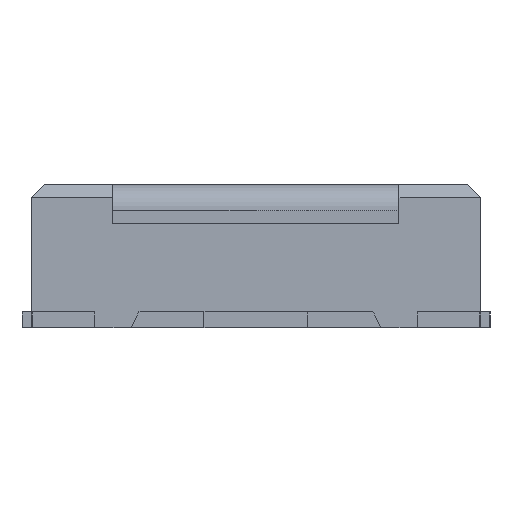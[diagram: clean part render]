
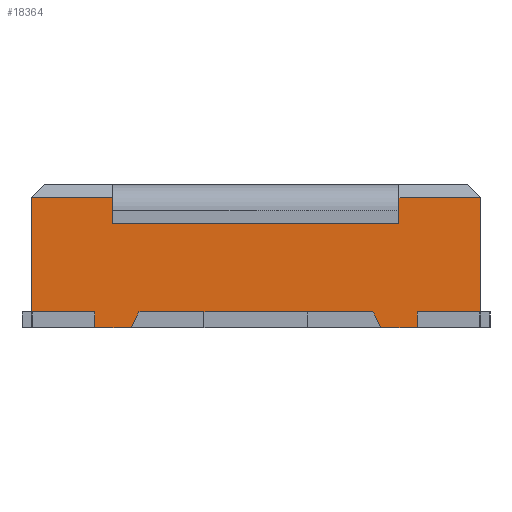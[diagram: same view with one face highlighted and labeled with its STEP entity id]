
A CAD part, left-side view. The second image highlights one B-rep face of the part: STEP entity #18364.
In plain terms, the highlighted planar face has unit normal (-1, 0, 0).
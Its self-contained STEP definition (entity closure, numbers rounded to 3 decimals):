
#262=DIRECTION('',(0.,-1.,0.));
#263=VECTOR('',#262,0.14);
#264=CARTESIAN_POINT('',(-6.705,0.62,0.));
#265=LINE('',#264,#263);
#266=DIRECTION('',(0.,-1.,0.));
#267=VECTOR('',#266,0.14);
#268=CARTESIAN_POINT('',(-6.705,-0.48,0.));
#269=LINE('',#268,#267);
#4554=DIRECTION('',(0.,0.,-1.));
#4555=VECTOR('',#4554,0.44);
#4556=CARTESIAN_POINT('',(-6.705,-0.865,0.5));
#4557=LINE('',#4556,#4555);
#4558=DIRECTION('',(0.,1.,0.));
#4559=VECTOR('',#4558,0.245);
#4560=CARTESIAN_POINT('',(-6.705,-0.865,0.06));
#4561=LINE('',#4560,#4559);
#4562=DIRECTION('',(0.,0.447,0.894));
#4563=VECTOR('',#4562,0.067);
#4564=CARTESIAN_POINT('',(-6.705,-0.48,0.));
#4565=LINE('',#4564,#4563);
#4566=DIRECTION('',(0.,1.,0.));
#4567=VECTOR('',#4566,0.25);
#4568=CARTESIAN_POINT('',(-6.705,-0.45,0.06));
#4569=LINE('',#4568,#4567);
#4570=DIRECTION('',(0.,1.,0.));
#4571=VECTOR('',#4570,0.25);
#4572=CARTESIAN_POINT('',(-6.705,0.2,0.06));
#4573=LINE('',#4572,#4571);
#4574=DIRECTION('',(0.,0.447,-0.894));
#4575=VECTOR('',#4574,0.067);
#4576=CARTESIAN_POINT('',(-6.705,0.45,0.06));
#4577=LINE('',#4576,#4575);
#4578=DIRECTION('',(0.,0.,1.));
#4579=VECTOR('',#4578,0.06);
#4580=CARTESIAN_POINT('',(-6.705,0.62,0.));
#4581=LINE('',#4580,#4579);
#4582=DIRECTION('',(0.,0.,1.));
#4583=VECTOR('',#4582,0.44);
#4584=CARTESIAN_POINT('',(-6.705,0.865,0.06));
#4585=LINE('',#4584,#4583);
#4586=DIRECTION('',(0.,-1.,0.));
#4587=VECTOR('',#4586,0.315);
#4588=CARTESIAN_POINT('',(-6.705,0.865,0.5));
#4589=LINE('',#4588,#4587);
#4590=DIRECTION('',(0.,0.,-1.));
#4591=VECTOR('',#4590,0.1);
#4592=CARTESIAN_POINT('',(-6.705,0.55,0.5));
#4593=LINE('',#4592,#4591);
#4594=DIRECTION('',(0.,-1.,0.));
#4595=VECTOR('',#4594,1.1);
#4596=CARTESIAN_POINT('',(-6.705,0.55,0.4));
#4597=LINE('',#4596,#4595);
#4598=DIRECTION('',(0.,0.,1.));
#4599=VECTOR('',#4598,0.1);
#4600=CARTESIAN_POINT('',(-6.705,-0.55,0.4));
#4601=LINE('',#4600,#4599);
#4602=DIRECTION('',(0.,-1.,0.));
#4603=VECTOR('',#4602,0.315);
#4604=CARTESIAN_POINT('',(-6.705,-0.55,0.5));
#4605=LINE('',#4604,#4603);
#4627=DIRECTION('',(0.,0.,1.));
#4628=VECTOR('',#4627,0.06);
#4629=CARTESIAN_POINT('',(-6.705,-0.62,0.));
#4630=LINE('',#4629,#4628);
#4688=DIRECTION('',(0.,-1.,0.));
#4689=VECTOR('',#4688,0.4);
#4690=CARTESIAN_POINT('',(-6.705,0.2,0.06));
#4691=LINE('',#4690,#4689);
#4749=DIRECTION('',(0.,-1.,0.));
#4750=VECTOR('',#4749,0.245);
#4751=CARTESIAN_POINT('',(-6.705,0.865,0.06));
#4752=LINE('',#4751,#4750);
#10638=CARTESIAN_POINT('',(-6.705,-0.865,0.06));
#10639=VERTEX_POINT('',#10638);
#10640=CARTESIAN_POINT('',(-6.705,-0.865,0.5));
#10641=VERTEX_POINT('',#10640);
#10678=CARTESIAN_POINT('',(-6.705,0.62,0.));
#10679=VERTEX_POINT('',#10678);
#10680=CARTESIAN_POINT('',(-6.705,0.48,0.));
#10681=VERTEX_POINT('',#10680);
#10686=CARTESIAN_POINT('',(-6.705,-0.48,0.));
#10687=VERTEX_POINT('',#10686);
#10688=CARTESIAN_POINT('',(-6.705,-0.62,0.));
#10689=VERTEX_POINT('',#10688);
#10714=CARTESIAN_POINT('',(-6.705,0.865,0.5));
#10715=VERTEX_POINT('',#10714);
#10716=CARTESIAN_POINT('',(-6.705,0.865,0.06));
#10717=VERTEX_POINT('',#10716);
#10833=CARTESIAN_POINT('',(-6.705,-0.55,0.5));
#10835=VERTEX_POINT('',#10833);
#10836=CARTESIAN_POINT('',(-6.705,-0.55,0.4));
#10837=VERTEX_POINT('',#10836);
#10844=CARTESIAN_POINT('',(-6.705,-0.62,0.06));
#10845=VERTEX_POINT('',#10844);
#10846=CARTESIAN_POINT('',(-6.705,-0.45,0.06));
#10847=VERTEX_POINT('',#10846);
#10848=CARTESIAN_POINT('',(-6.705,-0.2,0.06));
#10849=VERTEX_POINT('',#10848);
#10850=CARTESIAN_POINT('',(-6.705,0.2,0.06));
#10851=VERTEX_POINT('',#10850);
#10852=CARTESIAN_POINT('',(-6.705,0.45,0.06));
#10853=VERTEX_POINT('',#10852);
#10854=CARTESIAN_POINT('',(-6.705,0.62,0.06));
#10855=VERTEX_POINT('',#10854);
#10856=CARTESIAN_POINT('',(-6.705,0.55,0.5));
#10857=VERTEX_POINT('',#10856);
#10858=CARTESIAN_POINT('',(-6.705,0.55,0.4));
#10859=VERTEX_POINT('',#10858);
#18327=CARTESIAN_POINT('',(-6.705,0.,0.));
#18328=DIRECTION('',(-1.,0.,0.));
#18329=DIRECTION('',(0.,-1.,0.));
#18330=AXIS2_PLACEMENT_3D('',#18327,#18328,#18329);
#18331=PLANE('',#18330);
#18332=ORIENTED_EDGE('',*,*,#13079,.T.);
#18334=ORIENTED_EDGE('',*,*,#18333,.T.);
#18336=ORIENTED_EDGE('',*,*,#18335,.F.);
#18337=ORIENTED_EDGE('',*,*,#12940,.F.);
#18339=ORIENTED_EDGE('',*,*,#18338,.T.);
#18341=ORIENTED_EDGE('',*,*,#18340,.T.);
#18343=ORIENTED_EDGE('',*,*,#18342,.F.);
#18345=ORIENTED_EDGE('',*,*,#18344,.T.);
#18347=ORIENTED_EDGE('',*,*,#18346,.T.);
#18348=ORIENTED_EDGE('',*,*,#12932,.F.);
#18350=ORIENTED_EDGE('',*,*,#18349,.T.);
#18352=ORIENTED_EDGE('',*,*,#18351,.F.);
#18353=ORIENTED_EDGE('',*,*,#15585,.T.);
#18355=ORIENTED_EDGE('',*,*,#18354,.T.);
#18357=ORIENTED_EDGE('',*,*,#18356,.T.);
#18359=ORIENTED_EDGE('',*,*,#18358,.T.);
#18360=ORIENTED_EDGE('',*,*,#18314,.T.);
#18361=ORIENTED_EDGE('',*,*,#18303,.T.);
#18362=EDGE_LOOP('',(#18332,#18334,#18336,#18337,#18339,#18341,#18343,#18345,
#18347,#18348,#18350,#18352,#18353,#18355,#18357,#18359,#18360,#18361));
#18363=FACE_OUTER_BOUND('',#18362,.F.);
#12932=EDGE_CURVE('',#10679,#10681,#265,.T.);
#12940=EDGE_CURVE('',#10687,#10689,#269,.T.);
#13079=EDGE_CURVE('',#10641,#10639,#4557,.T.);
#15585=EDGE_CURVE('',#10717,#10715,#4585,.T.);
#18303=EDGE_CURVE('',#10835,#10641,#4605,.T.);
#18314=EDGE_CURVE('',#10837,#10835,#4601,.T.);
#18333=EDGE_CURVE('',#10639,#10845,#4561,.T.);
#18335=EDGE_CURVE('',#10689,#10845,#4630,.T.);
#18338=EDGE_CURVE('',#10687,#10847,#4565,.T.);
#18340=EDGE_CURVE('',#10847,#10849,#4569,.T.);
#18342=EDGE_CURVE('',#10851,#10849,#4691,.T.);
#18344=EDGE_CURVE('',#10851,#10853,#4573,.T.);
#18346=EDGE_CURVE('',#10853,#10681,#4577,.T.);
#18349=EDGE_CURVE('',#10679,#10855,#4581,.T.);
#18351=EDGE_CURVE('',#10717,#10855,#4752,.T.);
#18354=EDGE_CURVE('',#10715,#10857,#4589,.T.);
#18356=EDGE_CURVE('',#10857,#10859,#4593,.T.);
#18358=EDGE_CURVE('',#10859,#10837,#4597,.T.);
#18364=ADVANCED_FACE('',(#18363),#18331,.T.);
